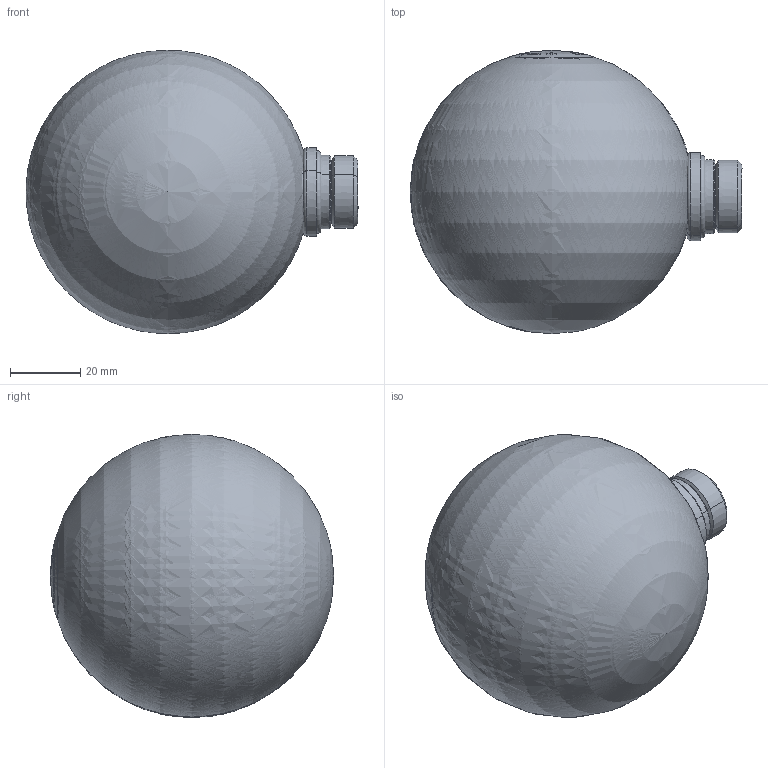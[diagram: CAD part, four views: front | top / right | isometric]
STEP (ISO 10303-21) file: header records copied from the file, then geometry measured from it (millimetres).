
FILE_DESCRIPTION((''),'2;1');
FILE_NAME('_DA_CONVERTIRE0001_SW0001','2017-01-31T',('mparodi'),(''),'CREO PARAMETRIC BY PTC INC, 2014500','CREO PARAMETRIC BY PTC INC, 2014500','');
FILE_SCHEMA(('CONFIG_CONTROL_DESIGN'));
Products named in the file (1): _DA_CONVERTIRE0001_SW0001
Bounding box: 94.2 x 80.4 x 80.4 mm (x, y, z)
Surface area: 298288.8 mm2 (no closed solid volume)
Topology: 0 solids, 0 shells, 500 faces, 2670 edges, 2577 vertices
Faces by surface type: bspline 404, torus 52, sphere 44
Entity records: 47449 total; most frequent: CARTESIAN_POINT 25003, DIRECTION 3649, TRIMMED_CURVE 2835, DEFINITIONAL_REPRESENTATION 2517, PCURVE 2517, COMPOSITE_CURVE_SEGMENT 2517, VECTOR 2213, LINE 2213
